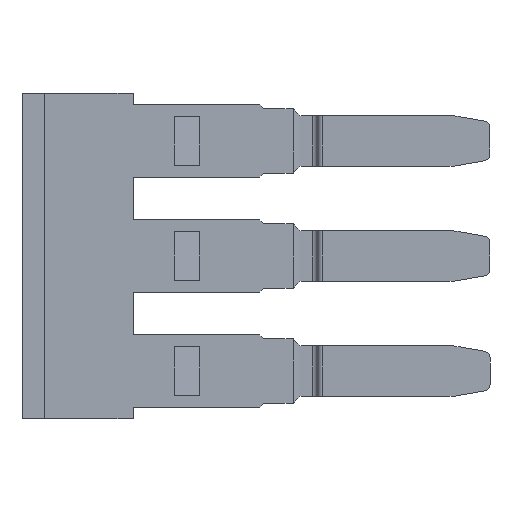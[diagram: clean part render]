
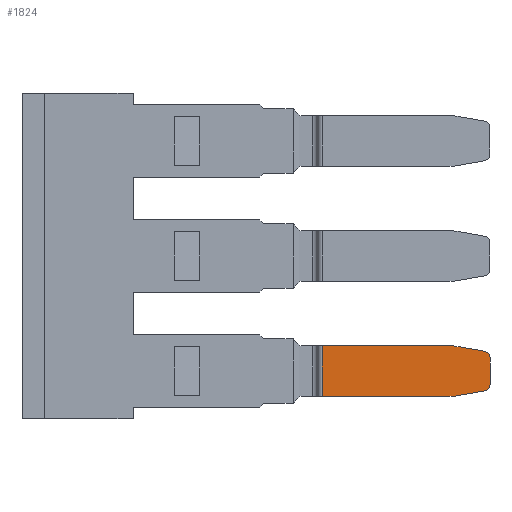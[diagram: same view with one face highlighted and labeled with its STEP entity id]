
A CAD part, left-side view. The second image highlights one B-rep face of the part: STEP entity #1824.
In plain terms, the highlighted planar face has unit normal (-1, 0, 0).
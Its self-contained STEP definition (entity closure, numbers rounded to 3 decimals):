
#172 = AXIS2_PLACEMENT_3D ( 'NONE', #906, #895, #896 ) ;
#358 = ORIENTED_EDGE ( 'NONE', *, *, #2230, .F. ) ;
#377 = ORIENTED_EDGE ( 'NONE', *, *, #2255, .T. ) ;
#394 = ORIENTED_EDGE ( 'NONE', *, *, #2242, .T. ) ;
#399 = ORIENTED_EDGE ( 'NONE', *, *, #2273, .T. ) ;
#400 = ORIENTED_EDGE ( 'NONE', *, *, #2264, .F. ) ;
#428 = ORIENTED_EDGE ( 'NONE', *, *, #2251, .F. ) ;
#435 = ORIENTED_EDGE ( 'NONE', *, *, #2214, .T. ) ;
#440 = ORIENTED_EDGE ( 'NONE', *, *, #2266, .T. ) ;
#895 = DIRECTION ( 'NONE',  ( -1., 0., 0. ) ) ;
#896 = DIRECTION ( 'NONE',  ( 0., -1., 0. ) ) ;
#897 = FACE_OUTER_BOUND ( 'NONE', #2693, .T. ) ;
#905 = PLANE ( 'NONE',  #172 ) ;
#906 = CARTESIAN_POINT ( 'NONE',  ( 1456.818, 988.988, -27.621 ) ) ;
#1657 = CIRCLE ( 'NONE', #1678, 0.35 ) ;
#1674 = VECTOR ( 'NONE', #3372, 1000. ) ;
#1678 = AXIS2_PLACEMENT_3D ( 'NONE', #3432, #3441, #3449 ) ;
#1681 = VECTOR ( 'NONE', #3421, 1000. ) ;
#1684 = AXIS2_PLACEMENT_3D ( 'NONE', #3486, #3468, #3452 ) ;
#1688 = VECTOR ( 'NONE', #3491, 1000. ) ;
#1692 = VECTOR ( 'NONE', #4382, 1000. ) ;
#1700 = VECTOR ( 'NONE', #4098, 1000. ) ;
#1714 = CIRCLE ( 'NONE', #1684, 0.35 ) ;
#1729 = VECTOR ( 'NONE', #4099, 1000. ) ;
#1824 = ADVANCED_FACE ( 'NONE', ( #897 ), #905, .T. ) ;
#2214 = EDGE_CURVE ( 'NONE', #2548, #2468, #3325, .T. ) ;
#2230 = EDGE_CURVE ( 'NONE', #2518, #2546, #1657, .T. ) ;
#2242 = EDGE_CURVE ( 'NONE', #2468, #2498, #3409, .T. ) ;
#2251 = EDGE_CURVE ( 'NONE', #2552, #2498, #1714, .T. ) ;
#2255 = EDGE_CURVE ( 'NONE', #2514, #2549, #3487, .T. ) ;
#2264 = EDGE_CURVE ( 'NONE', #2548, #2549, #4390, .T. ) ;
#2266 = EDGE_CURVE ( 'NONE', #2552, #2546, #4396, .T. ) ;
#2273 = EDGE_CURVE ( 'NONE', #2518, #2514, #4097, .T. ) ;
#2468 = VERTEX_POINT ( 'NONE', #4229 ) ;
#2498 = VERTEX_POINT ( 'NONE', #4240 ) ;
#2514 = VERTEX_POINT ( 'NONE', #4311 ) ;
#2518 = VERTEX_POINT ( 'NONE', #4328 ) ;
#2546 = VERTEX_POINT ( 'NONE', #4335 ) ;
#2548 = VERTEX_POINT ( 'NONE', #4331 ) ;
#2549 = VERTEX_POINT ( 'NONE', #4313 ) ;
#2552 = VERTEX_POINT ( 'NONE', #4325 ) ;
#2693 = EDGE_LOOP ( 'NONE', ( #435, #394, #428, #440, #358, #399, #377, #400 ) ) ;
#3325 = LINE ( 'NONE', #3342, #1674 ) ;
#3342 = CARTESIAN_POINT ( 'NONE',  ( 1456.818, 988.988, -92.6 ) ) ;
#3372 = DIRECTION ( 'NONE',  ( 0., -1., 0. ) ) ;
#3409 = LINE ( 'NONE', #3420, #1681 ) ;
#3420 = CARTESIAN_POINT ( 'NONE',  ( 1456.818, 987.591, -92.6 ) ) ;
#3421 = DIRECTION ( 'NONE',  ( 0., -0.985, 0.174 ) ) ;
#3432 = CARTESIAN_POINT ( 'NONE',  ( 1456.818, 986.045, -90.629 ) ) ;
#3441 = DIRECTION ( 'NONE',  ( 1., 0., 0. ) ) ;
#3449 = DIRECTION ( 'NONE',  ( 0., 0., -1. ) ) ;
#3452 = DIRECTION ( 'NONE',  ( 0., 0., -1. ) ) ;
#3468 = DIRECTION ( 'NONE',  ( 1., 0., 0. ) ) ;
#3486 = CARTESIAN_POINT ( 'NONE',  ( 1456.818, 986.045, -91.972 ) ) ;
#3487 = LINE ( 'NONE', #3492, #1688 ) ;
#3491 = DIRECTION ( 'NONE',  ( 0., 1., 0. ) ) ;
#3492 = CARTESIAN_POINT ( 'NONE',  ( 1456.818, 988.988, -90. ) ) ;
#4092 = CARTESIAN_POINT ( 'NONE',  ( 1456.818, 987.595, -90. ) ) ;
#4097 = LINE ( 'NONE', #4092, #1700 ) ;
#4098 = DIRECTION ( 'NONE',  ( 0., 0.985, 0.174 ) ) ;
#4099 = DIRECTION ( 'NONE',  ( 0., 0., 1. ) ) ;
#4229 = CARTESIAN_POINT ( 'NONE',  ( 1456.818, 987.591, -92.6 ) ) ;
#4240 = CARTESIAN_POINT ( 'NONE',  ( 1456.818, 985.984, -92.317 ) ) ;
#4311 = CARTESIAN_POINT ( 'NONE',  ( 1456.818, 987.595, -90. ) ) ;
#4313 = CARTESIAN_POINT ( 'NONE',  ( 1456.818, 994.296, -90. ) ) ;
#4325 = CARTESIAN_POINT ( 'NONE',  ( 1456.818, 985.695, -91.972 ) ) ;
#4328 = CARTESIAN_POINT ( 'NONE',  ( 1456.818, 985.984, -90.284 ) ) ;
#4331 = CARTESIAN_POINT ( 'NONE',  ( 1456.818, 994.296, -92.6 ) ) ;
#4335 = CARTESIAN_POINT ( 'NONE',  ( 1456.818, 985.695, -90.629 ) ) ;
#4382 = DIRECTION ( 'NONE',  ( 0., 0., 1. ) ) ;
#4390 = LINE ( 'NONE', #4398, #1692 ) ;
#4391 = CARTESIAN_POINT ( 'NONE',  ( 1456.818, 985.695, -91.972 ) ) ;
#4396 = LINE ( 'NONE', #4391, #1729 ) ;
#4398 = CARTESIAN_POINT ( 'NONE',  ( 1456.818, 994.296, -27.621 ) ) ;
